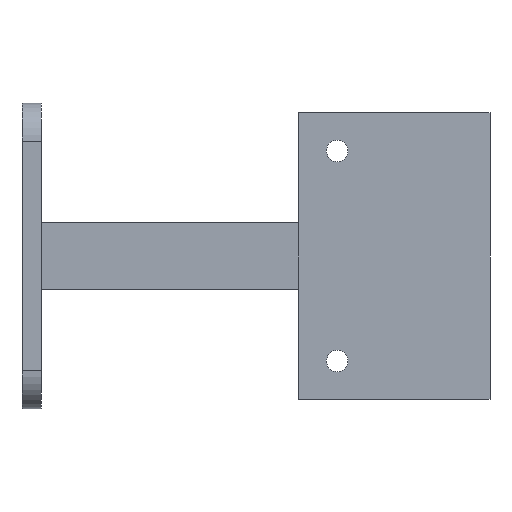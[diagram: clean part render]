
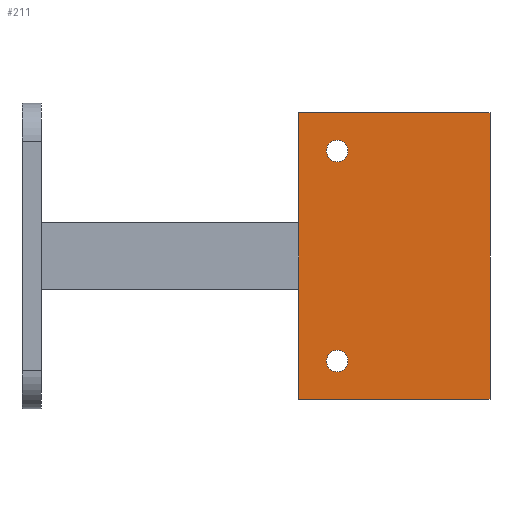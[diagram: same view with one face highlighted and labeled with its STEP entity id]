
A CAD part, left-side view. The second image highlights one B-rep face of the part: STEP entity #211.
In plain terms, the highlighted planar face has unit normal (-1, 0, 0).
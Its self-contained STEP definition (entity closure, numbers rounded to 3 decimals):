
#10 = PLANE ( 'NONE',  #809 ) ;
#18 = VERTEX_POINT ( 'NONE', #238 ) ;
#46 = CARTESIAN_POINT ( 'NONE',  ( 0., 20., -30. ) ) ;
#51 = LINE ( 'NONE', #779, #438 ) ;
#55 = EDGE_CURVE ( 'NONE', #62, #302, #871, .T. ) ;
#62 = VERTEX_POINT ( 'NONE', #353 ) ;
#70 = CARTESIAN_POINT ( 'NONE',  ( 0., 20., 30. ) ) ;
#80 = ORIENTED_EDGE ( 'NONE', *, *, #55, .T. ) ;
#82 = LINE ( 'NONE', #947, #678 ) ;
#92 = EDGE_CURVE ( 'NONE', #302, #62, #1131, .T. ) ;
#122 = AXIS2_PLACEMENT_3D ( 'NONE', #986, #132, #507 ) ;
#132 = DIRECTION ( 'NONE',  ( 1., 0., 0. ) ) ;
#149 = DIRECTION ( 'NONE',  ( 1., 0., 0. ) ) ;
#211 = ADVANCED_FACE ( 'NONE', ( #465, #1134, #469 ), #10, .F. ) ;
#214 = CARTESIAN_POINT ( 'NONE',  ( 0., 12., -24.25 ) ) ;
#238 = CARTESIAN_POINT ( 'NONE',  ( 0., -20., -30. ) ) ;
#249 = ORIENTED_EDGE ( 'NONE', *, *, #1009, .F. ) ;
#273 = VERTEX_POINT ( 'NONE', #588 ) ;
#277 = CARTESIAN_POINT ( 'NONE',  ( 0., 12., -22. ) ) ;
#302 = VERTEX_POINT ( 'NONE', #214 ) ;
#326 = ORIENTED_EDGE ( 'NONE', *, *, #650, .T. ) ;
#339 = DIRECTION ( 'NONE',  ( 0., 0., 1. ) ) ;
#346 = EDGE_CURVE ( 'NONE', #466, #18, #82, .T. ) ;
#353 = CARTESIAN_POINT ( 'NONE',  ( 0., 12., -19.75 ) ) ;
#438 = VECTOR ( 'NONE', #896, 1000. ) ;
#456 = DIRECTION ( 'NONE',  ( 1., 0., 0. ) ) ;
#465 = FACE_BOUND ( 'NONE', #786, .T. ) ;
#466 = VERTEX_POINT ( 'NONE', #634 ) ;
#467 = CARTESIAN_POINT ( 'NONE',  ( 0., 20., 30. ) ) ;
#469 = FACE_OUTER_BOUND ( 'NONE', #582, .T. ) ;
#470 = VERTEX_POINT ( 'NONE', #1020 ) ;
#489 = AXIS2_PLACEMENT_3D ( 'NONE', #948, #845, #1122 ) ;
#496 = CARTESIAN_POINT ( 'NONE',  ( 0., 0., 0. ) ) ;
#505 = VECTOR ( 'NONE', #952, 1000. ) ;
#507 = DIRECTION ( 'NONE',  ( 0., 0., -1. ) ) ;
#552 = AXIS2_PLACEMENT_3D ( 'NONE', #277, #456, #923 ) ;
#562 = ORIENTED_EDGE ( 'NONE', *, *, #346, .F. ) ;
#582 = EDGE_LOOP ( 'NONE', ( #591, #562, #249, #863 ) ) ;
#588 = CARTESIAN_POINT ( 'NONE',  ( 0., 12., 24.25 ) ) ;
#591 = ORIENTED_EDGE ( 'NONE', *, *, #1125, .F. ) ;
#608 = DIRECTION ( 'NONE',  ( 0., 0., -1. ) ) ;
#634 = CARTESIAN_POINT ( 'NONE',  ( 0., -20., 30. ) ) ;
#649 = CARTESIAN_POINT ( 'NONE',  ( 0., 20., 30. ) ) ;
#650 = EDGE_CURVE ( 'NONE', #273, #470, #685, .T. ) ;
#678 = VECTOR ( 'NONE', #1140, 1000. ) ;
#685 = CIRCLE ( 'NONE', #826, 2.25 ) ;
#713 = EDGE_LOOP ( 'NONE', ( #803, #80 ) ) ;
#779 = CARTESIAN_POINT ( 'NONE',  ( 0., 20., -30. ) ) ;
#783 = EDGE_CURVE ( 'NONE', #1037, #868, #912, .T. ) ;
#786 = EDGE_LOOP ( 'NONE', ( #1154, #326 ) ) ;
#799 = DIRECTION ( 'NONE',  ( 1., 0., 0. ) ) ;
#803 = ORIENTED_EDGE ( 'NONE', *, *, #92, .T. ) ;
#809 = AXIS2_PLACEMENT_3D ( 'NONE', #496, #799, #608 ) ;
#826 = AXIS2_PLACEMENT_3D ( 'NONE', #890, #149, #1182 ) ;
#845 = DIRECTION ( 'NONE',  ( 1., 0., 0. ) ) ;
#863 = ORIENTED_EDGE ( 'NONE', *, *, #783, .F. ) ;
#868 = VERTEX_POINT ( 'NONE', #649 ) ;
#871 = CIRCLE ( 'NONE', #552, 2.25 ) ;
#890 = CARTESIAN_POINT ( 'NONE',  ( 0., 12., 22. ) ) ;
#896 = DIRECTION ( 'NONE',  ( 0., 1., 0. ) ) ;
#912 = LINE ( 'NONE', #70, #1046 ) ;
#923 = DIRECTION ( 'NONE',  ( 0., 0., -1. ) ) ;
#947 = CARTESIAN_POINT ( 'NONE',  ( 0., -20., 30. ) ) ;
#948 = CARTESIAN_POINT ( 'NONE',  ( 0., 12., -22. ) ) ;
#952 = DIRECTION ( 'NONE',  ( 0., -1., 0. ) ) ;
#986 = CARTESIAN_POINT ( 'NONE',  ( 0., 12., 22. ) ) ;
#1009 = EDGE_CURVE ( 'NONE', #868, #466, #1045, .T. ) ;
#1019 = CIRCLE ( 'NONE', #122, 2.25 ) ;
#1020 = CARTESIAN_POINT ( 'NONE',  ( 0., 12., 19.75 ) ) ;
#1037 = VERTEX_POINT ( 'NONE', #46 ) ;
#1045 = LINE ( 'NONE', #467, #505 ) ;
#1046 = VECTOR ( 'NONE', #339, 1000. ) ;
#1122 = DIRECTION ( 'NONE',  ( 0., 0., -1. ) ) ;
#1125 = EDGE_CURVE ( 'NONE', #18, #1037, #51, .T. ) ;
#1131 = CIRCLE ( 'NONE', #489, 2.25 ) ;
#1134 = FACE_BOUND ( 'NONE', #713, .T. ) ;
#1140 = DIRECTION ( 'NONE',  ( 0., 0., -1. ) ) ;
#1144 = EDGE_CURVE ( 'NONE', #470, #273, #1019, .T. ) ;
#1154 = ORIENTED_EDGE ( 'NONE', *, *, #1144, .T. ) ;
#1182 = DIRECTION ( 'NONE',  ( 0., 0., -1. ) ) ;
